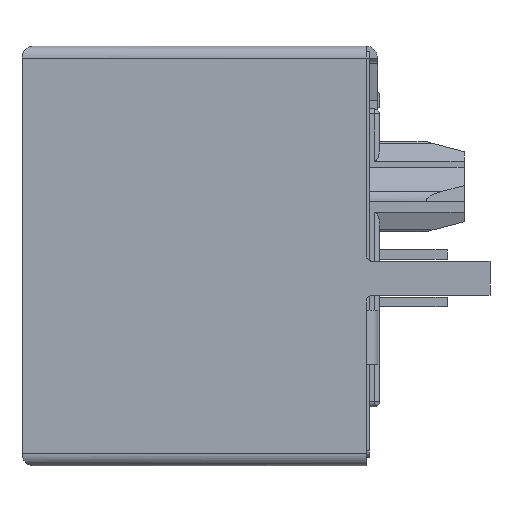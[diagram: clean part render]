
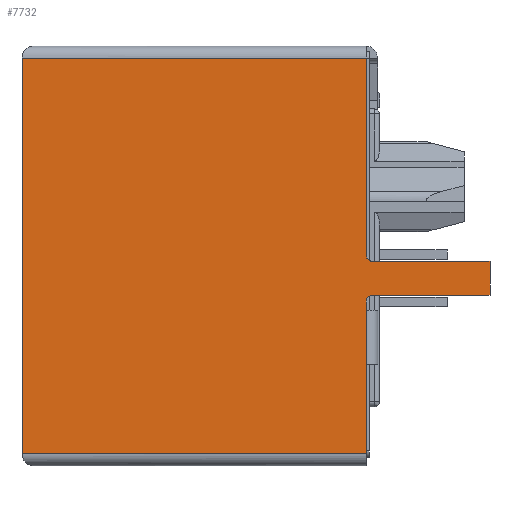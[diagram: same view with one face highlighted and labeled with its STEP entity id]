
A CAD part, left-side view. The second image highlights one B-rep face of the part: STEP entity #7732.
In plain terms, the highlighted planar face has unit normal (-1, 0, 0).
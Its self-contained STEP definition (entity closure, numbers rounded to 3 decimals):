
#1948=DIRECTION('',(0.,0.,1.));
#1949=VECTOR('',#1948,7.374);
#1950=CARTESIAN_POINT('',(-8.128,0.5,-7.823));
#1951=LINE('',#1950,#1949);
#1969=DIRECTION('',(0.,0.,1.));
#1970=VECTOR('',#1969,0.305);
#1971=CARTESIAN_POINT('',(-8.128,0.5,-9.906));
#1972=LINE('',#1971,#1970);
#2118=DIRECTION('',(0.,0.,-1.));
#2119=VECTOR('',#2118,2.032);
#2120=CARTESIAN_POINT('',(-8.128,0.5,-9.906));
#2121=LINE('',#2120,#2119);
#2122=DIRECTION('',(0.,0.,-1.));
#2123=VECTOR('',#2122,3.36);
#2124=CARTESIAN_POINT('',(-8.128,0.5,-11.938));
#2125=LINE('',#2124,#2123);
#2126=DIRECTION('',(0.,1.,0.));
#2127=VECTOR('',#2126,12.903);
#2128=CARTESIAN_POINT('',(-8.128,0.5,-15.298));
#2129=LINE('',#2128,#2127);
#2130=DIRECTION('',(0.,-1.,0.));
#2131=VECTOR('',#2130,12.903);
#2132=CARTESIAN_POINT('',(-8.128,13.404,-0.45));
#2133=LINE('',#2132,#2131);
#2134=DIRECTION('',(0.,-1.,0.));
#2135=VECTOR('',#2134,4.394);
#2136=CARTESIAN_POINT('',(-8.128,0.246,-8.077));
#2137=LINE('',#2136,#2135);
#2142=DIRECTION('',(0.,-1.,0.));
#2143=VECTOR('',#2142,4.394);
#2144=CARTESIAN_POINT('',(-8.128,0.246,-9.347));
#2145=LINE('',#2144,#2143);
#2146=CARTESIAN_POINT('',(-8.128,0.246,-9.601));
#2147=DIRECTION('',(1.,0.,0.));
#2148=DIRECTION('',(0.,1.,0.));
#2149=AXIS2_PLACEMENT_3D('',#2146,#2147,#2148);
#2176=DIRECTION('',(0.,0.,-1.));
#2177=VECTOR('',#2176,1.27);
#2178=CARTESIAN_POINT('',(-8.128,-4.148,-8.077));
#2179=LINE('',#2178,#2177);
#2209=CARTESIAN_POINT('',(-8.128,0.246,-7.823));
#2210=DIRECTION('',(1.,0.,0.));
#2211=DIRECTION('',(0.,0.,-1.));
#2212=AXIS2_PLACEMENT_3D('',#2209,#2210,#2211);
#2338=DIRECTION('',(0.,0.,-1.));
#2339=VECTOR('',#2338,14.849);
#2340=CARTESIAN_POINT('',(-8.128,13.404,-0.45));
#2341=LINE('',#2340,#2339);
#4535=CARTESIAN_POINT('',(-8.128,-4.148,-8.077));
#4537=VERTEX_POINT('',#4535);
#4538=CARTESIAN_POINT('',(-8.128,-4.148,-9.347));
#4539=VERTEX_POINT('',#4538);
#4787=CARTESIAN_POINT('',(-8.128,13.404,-0.45));
#4789=VERTEX_POINT('',#4787);
#4790=CARTESIAN_POINT('',(-8.128,13.404,-15.298));
#4792=VERTEX_POINT('',#4790);
#4895=CARTESIAN_POINT('',(-8.128,0.5,-9.906));
#4896=CARTESIAN_POINT('',(-8.128,0.5,-11.938));
#4897=VERTEX_POINT('',#4895);
#4898=VERTEX_POINT('',#4896);
#5134=CARTESIAN_POINT('',(-8.128,0.5,-0.45));
#5136=VERTEX_POINT('',#5134);
#5141=CARTESIAN_POINT('',(-8.128,0.5,-15.298));
#5143=VERTEX_POINT('',#5141);
#5291=CARTESIAN_POINT('',(-8.128,0.5,-7.823));
#5293=VERTEX_POINT('',#5291);
#5297=CARTESIAN_POINT('',(-8.128,0.246,-8.077));
#5299=VERTEX_POINT('',#5297);
#5304=CARTESIAN_POINT('',(-8.128,0.5,-9.601));
#5305=VERTEX_POINT('',#5304);
#5306=CARTESIAN_POINT('',(-8.128,0.246,-9.347));
#5308=VERTEX_POINT('',#5306);
#7706=CARTESIAN_POINT('',(-8.128,13.404,-0.196));
#7707=DIRECTION('',(-1.,0.,0.));
#7708=DIRECTION('',(0.,-1.,0.));
#7709=AXIS2_PLACEMENT_3D('',#7706,#7707,#7708);
#7710=PLANE('',#7709);
#7712=ORIENTED_EDGE('',*,*,#7711,.F.);
#7714=ORIENTED_EDGE('',*,*,#7713,.F.);
#7715=ORIENTED_EDGE('',*,*,#7560,.F.);
#7716=ORIENTED_EDGE('',*,*,#7696,.T.);
#7717=ORIENTED_EDGE('',*,*,#7522,.T.);
#7719=ORIENTED_EDGE('',*,*,#7718,.T.);
#7721=ORIENTED_EDGE('',*,*,#7720,.F.);
#7722=ORIENTED_EDGE('',*,*,#7500,.T.);
#7723=ORIENTED_EDGE('',*,*,#7536,.F.);
#7725=ORIENTED_EDGE('',*,*,#7724,.F.);
#7727=ORIENTED_EDGE('',*,*,#7726,.T.);
#7729=ORIENTED_EDGE('',*,*,#7728,.T.);
#7730=EDGE_LOOP('',(#7712,#7714,#7715,#7716,#7717,#7719,#7721,#7722,#7723,#7725,
#7727,#7729));
#7731=FACE_OUTER_BOUND('',#7730,.F.);
#2150=CIRCLE('',#2149,0.254);
#2213=CIRCLE('',#2212,0.254);
#7500=EDGE_CURVE('',#4789,#5136,#2133,.T.);
#7522=EDGE_CURVE('',#4898,#5143,#2125,.T.);
#7536=EDGE_CURVE('',#5293,#5136,#1951,.T.);
#7560=EDGE_CURVE('',#4897,#5305,#1972,.T.);
#7696=EDGE_CURVE('',#4897,#4898,#2121,.T.);
#7711=EDGE_CURVE('',#5308,#4539,#2145,.T.);
#7713=EDGE_CURVE('',#5305,#5308,#2150,.T.);
#7718=EDGE_CURVE('',#5143,#4792,#2129,.T.);
#7720=EDGE_CURVE('',#4789,#4792,#2341,.T.);
#7724=EDGE_CURVE('',#5299,#5293,#2213,.T.);
#7726=EDGE_CURVE('',#5299,#4537,#2137,.T.);
#7728=EDGE_CURVE('',#4537,#4539,#2179,.T.);
#7732=ADVANCED_FACE('',(#7731),#7710,.T.);
